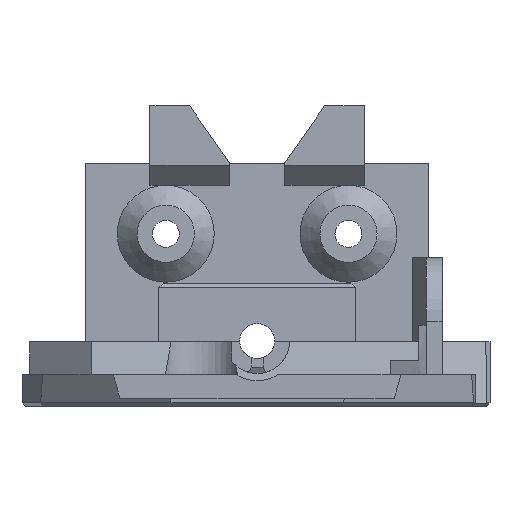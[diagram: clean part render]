
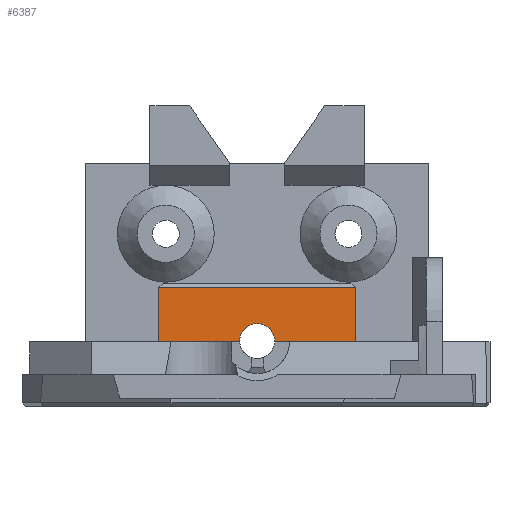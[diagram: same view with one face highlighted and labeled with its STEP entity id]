
A CAD part, front view. The second image highlights one B-rep face of the part: STEP entity #6387.
In plain terms, the highlighted planar face has unit normal (0, -1, 0).
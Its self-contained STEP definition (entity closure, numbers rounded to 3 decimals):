
#197 = EDGE_CURVE ( 'NONE', #1636, #6690, #10226, .T. ) ;
#255 = EDGE_CURVE ( 'NONE', #1636, #7103, #5617, .T. ) ;
#734 = DIRECTION ( 'NONE',  ( 0., 1., 0. ) ) ;
#948 = CARTESIAN_POINT ( 'NONE',  ( 114.299, -147.605, 137.6 ) ) ;
#1102 = DIRECTION ( 'NONE',  ( -1., 0., 0. ) ) ;
#1470 = ORIENTED_EDGE ( 'NONE', *, *, #8197, .F. ) ;
#1629 = DIRECTION ( 'NONE',  ( 0., 0., -1. ) ) ;
#1636 = VERTEX_POINT ( 'NONE', #10063 ) ;
#1659 = VERTEX_POINT ( 'NONE', #4395 ) ;
#2294 = AXIS2_PLACEMENT_3D ( 'NONE', #9544, #734, #3914 ) ;
#2348 = FACE_OUTER_BOUND ( 'NONE', #9266, .T. ) ;
#2830 = ORIENTED_EDGE ( 'NONE', *, *, #3358, .F. ) ;
#2923 = ORIENTED_EDGE ( 'NONE', *, *, #5697, .T. ) ;
#3358 = EDGE_CURVE ( 'NONE', #8362, #8256, #8141, .T. ) ;
#3411 = CARTESIAN_POINT ( 'NONE',  ( 114.299, -147.605, 138.2 ) ) ;
#3772 = VECTOR ( 'NONE', #8569, 1000. ) ;
#3914 = DIRECTION ( 'NONE',  ( 0., 0., 1. ) ) ;
#3961 = CARTESIAN_POINT ( 'NONE',  ( 126.699, -147.605, 130.9 ) ) ;
#4196 = DIRECTION ( 'NONE',  ( -1., 0., 0. ) ) ;
#4395 = CARTESIAN_POINT ( 'NONE',  ( 128.897, -147.605, 130.8 ) ) ;
#4628 = ORIENTED_EDGE ( 'NONE', *, *, #5198, .F. ) ;
#4645 = DIRECTION ( 'NONE',  ( -1., 0., 0. ) ) ;
#4980 = CARTESIAN_POINT ( 'NONE',  ( 126.699, -147.605, 130.8 ) ) ;
#5174 = ORIENTED_EDGE ( 'NONE', *, *, #255, .T. ) ;
#5198 = EDGE_CURVE ( 'NONE', #1659, #8362, #7348, .T. ) ;
#5252 = VECTOR ( 'NONE', #4196, 1000. ) ;
#5491 = DIRECTION ( 'NONE',  ( 0., -1., 0. ) ) ;
#5503 = VECTOR ( 'NONE', #8841, 1000. ) ;
#5617 = LINE ( 'NONE', #948, #5252 ) ;
#5697 = EDGE_CURVE ( 'NONE', #7103, #8256, #7270, .T. ) ;
#5777 = CARTESIAN_POINT ( 'NONE',  ( 124.502, -147.605, 130.8 ) ) ;
#6387 = ADVANCED_FACE ( 'NONE', ( #2348 ), #8031, .F. ) ;
#6690 = VERTEX_POINT ( 'NONE', #8845 ) ;
#7018 = AXIS2_PLACEMENT_3D ( 'NONE', #3961, #5491, #4645 ) ;
#7103 = VERTEX_POINT ( 'NONE', #9801 ) ;
#7157 = LINE ( 'NONE', #7840, #3772 ) ;
#7270 = LINE ( 'NONE', #3411, #5503 ) ;
#7348 = CIRCLE ( 'NONE', #7018, 2.2 ) ;
#7586 = VECTOR ( 'NONE', #1102, 1000. ) ;
#7641 = ORIENTED_EDGE ( 'NONE', *, *, #197, .F. ) ;
#7772 = VECTOR ( 'NONE', #1629, 1000. ) ;
#7840 = CARTESIAN_POINT ( 'NONE',  ( 126.699, -147.605, 130.8 ) ) ;
#7996 = CARTESIAN_POINT ( 'NONE',  ( 114.299, -147.605, 130.8 ) ) ;
#8031 = PLANE ( 'NONE',  #2294 ) ;
#8141 = LINE ( 'NONE', #4980, #7586 ) ;
#8197 = EDGE_CURVE ( 'NONE', #6690, #1659, #7157, .T. ) ;
#8256 = VERTEX_POINT ( 'NONE', #7996 ) ;
#8362 = VERTEX_POINT ( 'NONE', #5777 ) ;
#8569 = DIRECTION ( 'NONE',  ( -1., 0., 0. ) ) ;
#8841 = DIRECTION ( 'NONE',  ( 0., 0., -1. ) ) ;
#8845 = CARTESIAN_POINT ( 'NONE',  ( 139.099, -147.605, 130.8 ) ) ;
#9266 = EDGE_LOOP ( 'NONE', ( #7641, #5174, #2923, #2830, #4628, #1470 ) ) ;
#9499 = CARTESIAN_POINT ( 'NONE',  ( 139.099, -147.605, 138.2 ) ) ;
#9544 = CARTESIAN_POINT ( 'NONE',  ( 139.099, -147.605, 138.2 ) ) ;
#9801 = CARTESIAN_POINT ( 'NONE',  ( 114.299, -147.605, 137.6 ) ) ;
#10063 = CARTESIAN_POINT ( 'NONE',  ( 139.099, -147.605, 137.6 ) ) ;
#10226 = LINE ( 'NONE', #9499, #7772 ) ;
